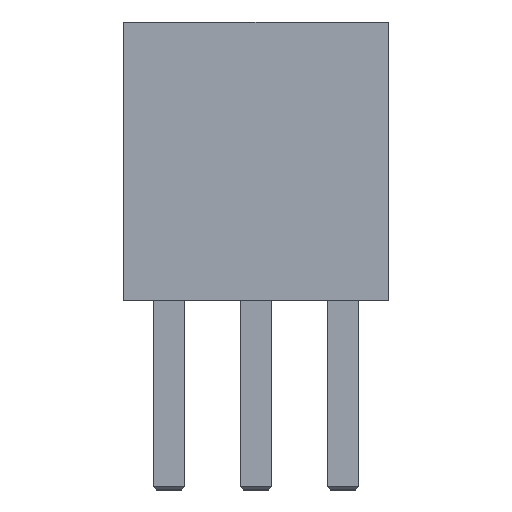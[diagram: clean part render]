
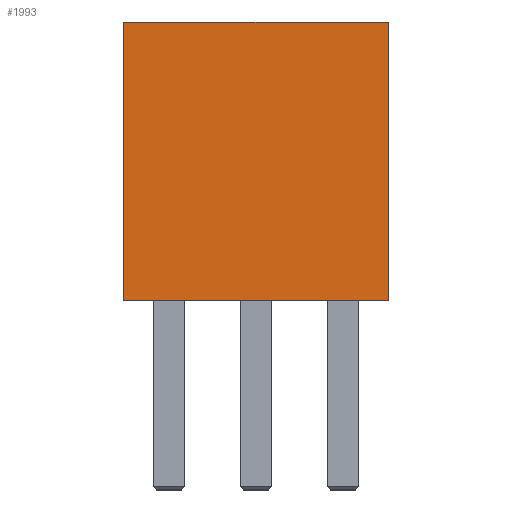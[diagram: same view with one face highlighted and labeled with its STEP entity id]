
A CAD part, top view. The second image highlights one B-rep face of the part: STEP entity #1993.
In plain terms, the highlighted planar face has unit normal (0, 0, 1).
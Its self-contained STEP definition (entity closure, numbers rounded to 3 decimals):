
#40 = CARTESIAN_POINT ( 'NONE',  ( -2.095, 4.4, 1.525 ) ) ;
#43 = DIRECTION ( 'NONE',  ( 1., 0., 0. ) ) ;
#134 = CARTESIAN_POINT ( 'NONE',  ( -2.095, 4.4, 1.525 ) ) ;
#135 = DIRECTION ( 'NONE',  ( 0., -1., 0. ) ) ;
#136 = CARTESIAN_POINT ( 'NONE',  ( 2.095, 4.4, 1.525 ) ) ;
#141 = DIRECTION ( 'NONE',  ( 0., -1., 0. ) ) ;
#178 = CARTESIAN_POINT ( 'NONE',  ( -2.095, 0., 1.525 ) ) ;
#179 = DIRECTION ( 'NONE',  ( 1., 0., 0. ) ) ;
#418 = FACE_OUTER_BOUND ( 'NONE', #1881, .T. ) ;
#628 = ORIENTED_EDGE ( 'NONE', *, *, #2074, .F. ) ;
#649 = ORIENTED_EDGE ( 'NONE', *, *, #2120, .T. ) ;
#712 = ORIENTED_EDGE ( 'NONE', *, *, #2123, .F. ) ;
#713 = ORIENTED_EDGE ( 'NONE', *, *, #2142, .T. ) ;
#789 = VERTEX_POINT ( 'NONE', #926 ) ;
#797 = VERTEX_POINT ( 'NONE', #934 ) ;
#802 = VERTEX_POINT ( 'NONE', #939 ) ;
#867 = VERTEX_POINT ( 'NONE', #983 ) ;
#926 = CARTESIAN_POINT ( 'NONE',  ( -2.095, 0., 1.525 ) ) ;
#934 = CARTESIAN_POINT ( 'NONE',  ( 2.095, 0., 1.525 ) ) ;
#939 = CARTESIAN_POINT ( 'NONE',  ( 2.095, 4.4, 1.525 ) ) ;
#983 = CARTESIAN_POINT ( 'NONE',  ( -2.095, 4.4, 1.525 ) ) ;
#1447 = PLANE ( 'NONE',  #2264 ) ;
#1450 = CARTESIAN_POINT ( 'NONE',  ( -2.095, 4.4, 1.525 ) ) ;
#1456 = DIRECTION ( 'NONE',  ( 0., 0., -1. ) ) ;
#1457 = DIRECTION ( 'NONE',  ( -1., 0., 0. ) ) ;
#1881 = EDGE_LOOP ( 'NONE', ( #713, #712, #628, #649 ) ) ;
#1993 = ADVANCED_FACE ( 'NONE', ( #418 ), #1447, .F. ) ;
#2074 = EDGE_CURVE ( 'NONE', #867, #802, #2656, .T. ) ;
#2120 = EDGE_CURVE ( 'NONE', #867, #789, #2755, .T. ) ;
#2123 = EDGE_CURVE ( 'NONE', #802, #797, #2728, .T. ) ;
#2142 = EDGE_CURVE ( 'NONE', #789, #797, #2799, .T. ) ;
#2264 = AXIS2_PLACEMENT_3D ( 'NONE', #1450, #1456, #1457 ) ;
#2656 = LINE ( 'NONE', #40, #2663 ) ;
#2663 = VECTOR ( 'NONE', #43, 1000. ) ;
#2728 = LINE ( 'NONE', #136, #2761 ) ;
#2755 = LINE ( 'NONE', #134, #2756 ) ;
#2756 = VECTOR ( 'NONE', #135, 1000. ) ;
#2761 = VECTOR ( 'NONE', #141, 1000. ) ;
#2799 = LINE ( 'NONE', #178, #2800 ) ;
#2800 = VECTOR ( 'NONE', #179, 1000. ) ;
